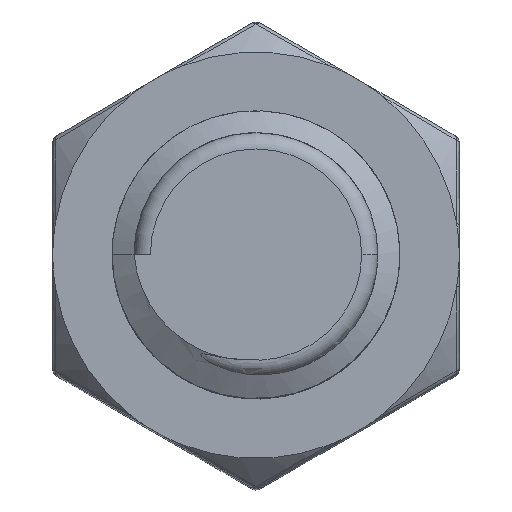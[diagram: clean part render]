
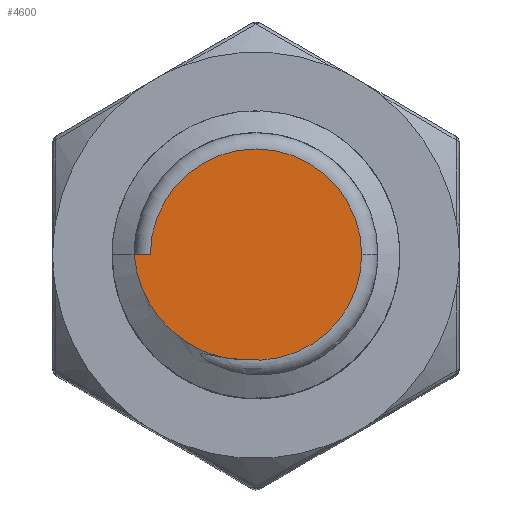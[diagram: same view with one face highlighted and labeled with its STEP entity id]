
A CAD part, top view. The second image highlights one B-rep face of the part: STEP entity #4600.
In plain terms, the highlighted planar face has unit normal (0, 0, 1).
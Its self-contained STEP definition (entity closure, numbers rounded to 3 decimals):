
#130 = CARTESIAN_POINT ( 'NONE',  ( -0.147, -1.292, 10. ) ) ;
#237 = CARTESIAN_POINT ( 'NONE',  ( -0.147, -1.292, 10. ) ) ;
#345 = CARTESIAN_POINT ( 'NONE',  ( -1.193, -0.788, 10. ) ) ;
#622 = AXIS2_PLACEMENT_3D ( 'NONE', #4558, #856, #5088 ) ;
#692 = VERTEX_POINT ( 'NONE', #2208 ) ;
#856 = DIRECTION ( 'NONE',  ( 0., 0., 1. ) ) ;
#1040 = VECTOR ( 'NONE', #4958, 1000. ) ;
#1076 = AXIS2_PLACEMENT_3D ( 'NONE', #5996, #2820, #4465 ) ;
#1210 = LINE ( 'NONE', #5956, #1040 ) ;
#1230 = ORIENTED_EDGE ( 'NONE', *, *, #2258, .T. ) ;
#1328 = ORIENTED_EDGE ( 'NONE', *, *, #3194, .T. ) ;
#1347 = CARTESIAN_POINT ( 'NONE',  ( -0.941, -1.02, 10. ) ) ;
#1384 = CARTESIAN_POINT ( 'NONE',  ( -1.485, -0.174, 10. ) ) ;
#1403 = CARTESIAN_POINT ( 'NONE',  ( -1.5, 0., 10. ) ) ;
#1428 = VERTEX_POINT ( 'NONE', #2967 ) ;
#1455 = DIRECTION ( 'NONE',  ( 0., 0., 1. ) ) ;
#1589 = AXIS2_PLACEMENT_3D ( 'NONE', #6577, #3337, #5435 ) ;
#1979 = EDGE_CURVE ( 'NONE', #4160, #4655, #3258, .T. ) ;
#2208 = CARTESIAN_POINT ( 'NONE',  ( -1.3, 0., 10. ) ) ;
#2238 = AXIS2_PLACEMENT_3D ( 'NONE', #4569, #1455, #6070 ) ;
#2258 = EDGE_CURVE ( 'NONE', #4655, #692, #3932, .T. ) ;
#2294 = PLANE ( 'NONE',  #1589 ) ;
#2366 = CARTESIAN_POINT ( 'NONE',  ( -0.724, -1.155, 10. ) ) ;
#2467 = CIRCLE ( 'NONE', #2238, 1.5 ) ;
#2791 = VERTEX_POINT ( 'NONE', #1403 ) ;
#2820 = DIRECTION ( 'NONE',  ( 0., 0., 1. ) ) ;
#2967 = CARTESIAN_POINT ( 'NONE',  ( -1.5, -0.002, 10. ) ) ;
#3194 = EDGE_CURVE ( 'NONE', #1428, #4160, #6704, .T. ) ;
#3232 = EDGE_CURVE ( 'NONE', #2791, #1428, #2467, .T. ) ;
#3258 = CIRCLE ( 'NONE', #1076, 1.3 ) ;
#3337 = DIRECTION ( 'NONE',  ( 0., 0., 1. ) ) ;
#3367 = EDGE_CURVE ( 'NONE', #692, #2791, #1210, .T. ) ;
#3932 = CIRCLE ( 'NONE', #622, 1.3 ) ;
#3972 = CARTESIAN_POINT ( 'NONE',  ( -1.008, -0.966, 10. ) ) ;
#4009 = ORIENTED_EDGE ( 'NONE', *, *, #3232, .T. ) ;
#4160 = VERTEX_POINT ( 'NONE', #130 ) ;
#4458 = CARTESIAN_POINT ( 'NONE',  ( -1.293, -0.649, 10. ) ) ;
#4465 = DIRECTION ( 'NONE',  ( 1., 0., 0. ) ) ;
#4558 = CARTESIAN_POINT ( 'NONE',  ( 0., 0., 10. ) ) ;
#4569 = CARTESIAN_POINT ( 'NONE',  ( 0., 0., 10. ) ) ;
#4600 = ADVANCED_FACE ( 'NONE', ( #5402 ), #2294, .T. ) ;
#4655 = VERTEX_POINT ( 'NONE', #5019 ) ;
#4958 = DIRECTION ( 'NONE',  ( -1., 0., 0. ) ) ;
#4963 = ORIENTED_EDGE ( 'NONE', *, *, #3367, .T. ) ;
#4992 = CARTESIAN_POINT ( 'NONE',  ( -0.488, -1.256, 10. ) ) ;
#5019 = CARTESIAN_POINT ( 'NONE',  ( 1.3, 0., 10. ) ) ;
#5024 = CARTESIAN_POINT ( 'NONE',  ( -0.8, -1.114, 10. ) ) ;
#5049 = EDGE_LOOP ( 'NONE', ( #6859, #1230, #4963, #4009, #1328 ) ) ;
#5088 = DIRECTION ( 'NONE',  ( 1., 0., 0. ) ) ;
#5132 = CARTESIAN_POINT ( 'NONE',  ( -1.5, -0.002, 10. ) ) ;
#5402 = FACE_OUTER_BOUND ( 'NONE', #5049, .T. ) ;
#5435 = DIRECTION ( 'NONE',  ( 1., 0., 0. ) ) ;
#5956 = CARTESIAN_POINT ( 'NONE',  ( -1.771, 0., 10. ) ) ;
#5996 = CARTESIAN_POINT ( 'NONE',  ( 0., 0., 10. ) ) ;
#6070 = DIRECTION ( 'NONE',  ( 1., 0., 0. ) ) ;
#6178 = CARTESIAN_POINT ( 'NONE',  ( -1.441, -0.339, 10. ) ) ;
#6577 = CARTESIAN_POINT ( 'NONE',  ( 0., 0., 10. ) ) ;
#6688 = CARTESIAN_POINT ( 'NONE',  ( -0.32, -1.291, 10. ) ) ;
#6704 = B_SPLINE_CURVE_WITH_KNOTS ( 'NONE', 3,
 ( #5132, #1384, #6178, #4458, #345, #3972, #1347, #5024, #2366, #4992, #6688, #237 ),
 .UNSPECIFIED., .F., .F.,
 ( 4, 2, 2, 2, 2, 4 ),
 ( 0., 0.001, 0.001, 0.001, 0.002, 0.002 ),
 .UNSPECIFIED. ) ;
#6859 = ORIENTED_EDGE ( 'NONE', *, *, #1979, .T. ) ;
